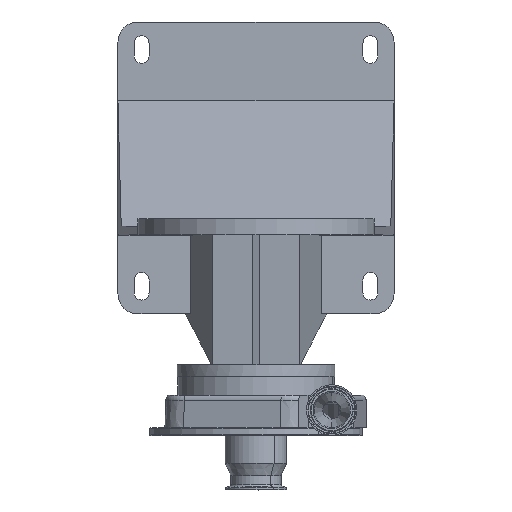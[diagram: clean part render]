
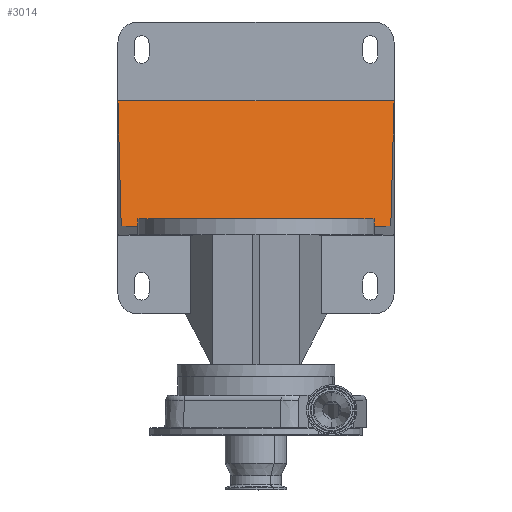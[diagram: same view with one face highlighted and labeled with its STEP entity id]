
A CAD part, top view. The second image highlights one B-rep face of the part: STEP entity #3014.
In plain terms, the highlighted planar face has unit normal (0, 0.215, 0.977).
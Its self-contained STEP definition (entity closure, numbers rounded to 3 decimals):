
#97 = LINE ( 'NONE', #7626, #9680 ) ;
#619 = EDGE_LOOP ( 'NONE', ( #5657, #10762, #9951, #7257 ) ) ;
#875 = VERTEX_POINT ( 'NONE', #11627 ) ;
#1353 = DIRECTION ( 'NONE',  ( 1., 0., 0. ) ) ;
#1570 = LINE ( 'NONE', #7811, #6982 ) ;
#2008 = DIRECTION ( 'NONE',  ( 0.026, 0.976, -0.215 ) ) ;
#2153 = VECTOR ( 'NONE', #9758, 1000. ) ;
#2498 = VERTEX_POINT ( 'NONE', #10542 ) ;
#3000 = FACE_OUTER_BOUND ( 'NONE', #619, .T. ) ;
#3014 = ADVANCED_FACE ( 'NONE', ( #3000 ), #5965, .F. ) ;
#3061 = DIRECTION ( 'NONE',  ( 0., -0.977, 0.215 ) ) ;
#3541 = CARTESIAN_POINT ( 'NONE',  ( -170.833, 191., 75. ) ) ;
#3913 = EDGE_CURVE ( 'NONE', #9853, #2498, #7843, .T. ) ;
#4158 = CARTESIAN_POINT ( 'NONE',  ( -336.298, 350., 40. ) ) ;
#5328 = EDGE_CURVE ( 'NONE', #5643, #875, #7085, .T. ) ;
#5643 = VERTEX_POINT ( 'NONE', #3541 ) ;
#5657 = ORIENTED_EDGE ( 'NONE', *, *, #10029, .F. ) ;
#5965 = PLANE ( 'NONE',  #7439 ) ;
#6307 = CARTESIAN_POINT ( 'NONE',  ( -336.298, 191., 75. ) ) ;
#6915 = DIRECTION ( 'NONE',  ( 0., -0.215, -0.977 ) ) ;
#6982 = VECTOR ( 'NONE', #11497, 1000. ) ;
#7085 = LINE ( 'NONE', #6307, #2153 ) ;
#7257 = ORIENTED_EDGE ( 'NONE', *, *, #3913, .F. ) ;
#7439 = AXIS2_PLACEMENT_3D ( 'NONE', #4158, #6915, #3061 ) ;
#7626 = CARTESIAN_POINT ( 'NONE',  ( 175.106, 354.029, 39.113 ) ) ;
#7811 = CARTESIAN_POINT ( 'NONE',  ( -175.106, 354.029, 39.113 ) ) ;
#7843 = LINE ( 'NONE', #9771, #11295 ) ;
#9680 = VECTOR ( 'NONE', #2008, 1000. ) ;
#9758 = DIRECTION ( 'NONE',  ( 1., 0., 0. ) ) ;
#9771 = CARTESIAN_POINT ( 'NONE',  ( -336.298, 350., 40. ) ) ;
#9853 = VERTEX_POINT ( 'NONE', #11079 ) ;
#9880 = EDGE_CURVE ( 'NONE', #875, #2498, #97, .T. ) ;
#9951 = ORIENTED_EDGE ( 'NONE', *, *, #9880, .T. ) ;
#10029 = EDGE_CURVE ( 'NONE', #5643, #9853, #1570, .T. ) ;
#10542 = CARTESIAN_POINT ( 'NONE',  ( 175., 350., 40. ) ) ;
#10762 = ORIENTED_EDGE ( 'NONE', *, *, #5328, .T. ) ;
#11079 = CARTESIAN_POINT ( 'NONE',  ( -175., 350., 40. ) ) ;
#11295 = VECTOR ( 'NONE', #1353, 1000. ) ;
#11497 = DIRECTION ( 'NONE',  ( -0.026, 0.976, -0.215 ) ) ;
#11627 = CARTESIAN_POINT ( 'NONE',  ( 170.833, 191., 75. ) ) ;
